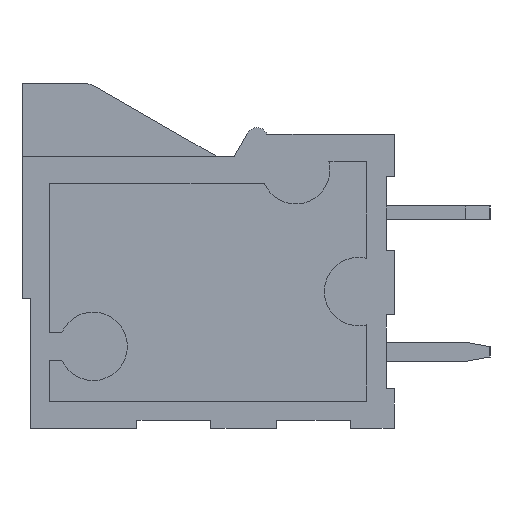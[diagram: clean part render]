
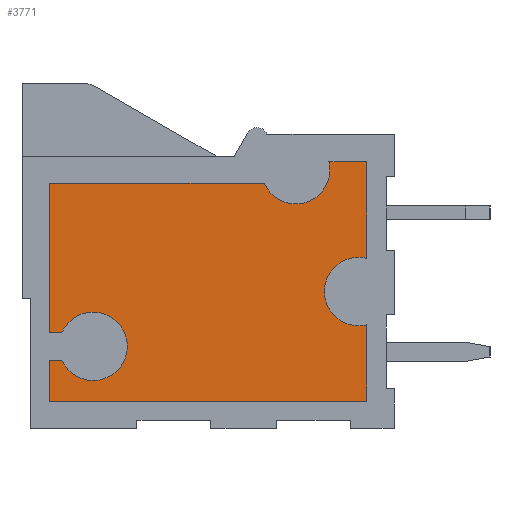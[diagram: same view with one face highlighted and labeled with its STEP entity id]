
A CAD part, left-side view. The second image highlights one B-rep face of the part: STEP entity #3771.
In plain terms, the highlighted planar face has unit normal (-1, 0, 0).
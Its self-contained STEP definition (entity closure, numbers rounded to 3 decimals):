
#2369 = EDGE_CURVE('',#2370,#2372,#2374,.T.);
#2370 = VERTEX_POINT('',#2371);
#2371 = CARTESIAN_POINT('',(1.5,12.146,-10.1));
#2372 = VERTEX_POINT('',#2373);
#2373 = CARTESIAN_POINT('',(1.5,11.,-10.85));
#2374 = CIRCLE('',#2375,1.25);
#2375 = AXIS2_PLACEMENT_3D('',#2376,#2377,#2378);
#2376 = CARTESIAN_POINT('',(1.5,11.,-9.6));
#2377 = DIRECTION('',(-1.,0.,0.));
#2378 = DIRECTION('',(0.,0.,1.));
#2412 = EDGE_CURVE('',#2372,#2413,#2415,.T.);
#2413 = VERTEX_POINT('',#2414);
#2414 = CARTESIAN_POINT('',(1.5,11.,-8.35));
#2415 = CIRCLE('',#2416,1.25);
#2416 = AXIS2_PLACEMENT_3D('',#2417,#2418,#2419);
#2417 = CARTESIAN_POINT('',(1.5,11.,-9.6));
#2418 = DIRECTION('',(-1.,0.,0.));
#2419 = DIRECTION('',(0.,0.,1.));
#2444 = EDGE_CURVE('',#2445,#2447,#2449,.T.);
#2445 = VERTEX_POINT('',#2446);
#2446 = CARTESIAN_POINT('',(1.5,1.3,-6.35));
#2447 = VERTEX_POINT('',#2448);
#2448 = CARTESIAN_POINT('',(1.5,1.3,-8.85));
#2449 = CIRCLE('',#2450,1.25);
#2450 = AXIS2_PLACEMENT_3D('',#2451,#2452,#2453);
#2451 = CARTESIAN_POINT('',(1.5,1.3,-7.6));
#2452 = DIRECTION('',(-1.,0.,0.));
#2453 = DIRECTION('',(0.,0.,1.));
#2486 = EDGE_CURVE('',#2487,#2445,#2489,.T.);
#2487 = VERTEX_POINT('',#2488);
#2488 = CARTESIAN_POINT('',(1.5,1.,-6.387));
#2489 = CIRCLE('',#2490,1.25);
#2490 = AXIS2_PLACEMENT_3D('',#2491,#2492,#2493);
#2491 = CARTESIAN_POINT('',(1.5,1.3,-7.6));
#2492 = DIRECTION('',(-1.,0.,0.));
#2493 = DIRECTION('',(0.,0.,1.));
#3499 = EDGE_CURVE('',#2447,#3500,#3502,.T.);
#3500 = VERTEX_POINT('',#3501);
#3501 = CARTESIAN_POINT('',(1.5,1.,-8.813));
#3502 = CIRCLE('',#3503,1.25);
#3503 = AXIS2_PLACEMENT_3D('',#3504,#3505,#3506);
#3504 = CARTESIAN_POINT('',(1.5,1.3,-7.6));
#3505 = DIRECTION('',(-1.,0.,0.));
#3506 = DIRECTION('',(0.,0.,1.));
#3525 = EDGE_CURVE('',#3526,#3500,#3528,.T.);
#3526 = VERTEX_POINT('',#3527);
#3527 = CARTESIAN_POINT('',(1.5,1.,-11.6));
#3528 = LINE('',#3529,#3530);
#3529 = CARTESIAN_POINT('',(1.5,1.,0.));
#3530 = VECTOR('',#3531,1.);
#3531 = DIRECTION('',(0.,0.,1.));
#3549 = EDGE_CURVE('',#3550,#3526,#3552,.T.);
#3550 = VERTEX_POINT('',#3551);
#3551 = CARTESIAN_POINT('',(1.5,12.6,-11.6));
#3552 = LINE('',#3553,#3554);
#3553 = CARTESIAN_POINT('',(1.5,0.,-11.6));
#3554 = VECTOR('',#3555,1.);
#3555 = DIRECTION('',(0.,-1.,0.));
#3573 = EDGE_CURVE('',#3550,#3574,#3576,.T.);
#3574 = VERTEX_POINT('',#3575);
#3575 = CARTESIAN_POINT('',(1.5,12.6,-10.1));
#3576 = LINE('',#3577,#3578);
#3577 = CARTESIAN_POINT('',(1.5,12.6,0.));
#3578 = VECTOR('',#3579,1.);
#3579 = DIRECTION('',(0.,0.,1.));
#3597 = EDGE_CURVE('',#3574,#2370,#3598,.T.);
#3598 = LINE('',#3599,#3600);
#3599 = CARTESIAN_POINT('',(1.5,0.,-10.1));
#3600 = VECTOR('',#3601,1.);
#3601 = DIRECTION('',(0.,-1.,0.));
#3613 = EDGE_CURVE('',#2413,#3614,#3616,.T.);
#3614 = VERTEX_POINT('',#3615);
#3615 = CARTESIAN_POINT('',(1.5,12.146,-9.1));
#3616 = CIRCLE('',#3617,1.25);
#3617 = AXIS2_PLACEMENT_3D('',#3618,#3619,#3620);
#3618 = CARTESIAN_POINT('',(1.5,11.,-9.6));
#3619 = DIRECTION('',(-1.,0.,0.));
#3620 = DIRECTION('',(0.,0.,1.));
#3639 = EDGE_CURVE('',#3640,#3614,#3642,.T.);
#3640 = VERTEX_POINT('',#3641);
#3641 = CARTESIAN_POINT('',(1.5,12.6,-9.1));
#3642 = LINE('',#3643,#3644);
#3643 = CARTESIAN_POINT('',(1.5,0.,-9.1));
#3644 = VECTOR('',#3645,1.);
#3645 = DIRECTION('',(0.,-1.,0.));
#3663 = EDGE_CURVE('',#3640,#3664,#3666,.T.);
#3664 = VERTEX_POINT('',#3665);
#3665 = CARTESIAN_POINT('',(1.5,12.6,-3.65));
#3666 = LINE('',#3667,#3668);
#3667 = CARTESIAN_POINT('',(1.5,12.6,0.));
#3668 = VECTOR('',#3669,1.);
#3669 = DIRECTION('',(0.,0.,1.));
#3687 = EDGE_CURVE('',#3688,#3664,#3690,.T.);
#3688 = VERTEX_POINT('',#3689);
#3689 = CARTESIAN_POINT('',(1.5,4.746,-3.65));
#3690 = LINE('',#3691,#3692);
#3691 = CARTESIAN_POINT('',(1.5,0.,-3.65));
#3692 = VECTOR('',#3693,1.);
#3693 = DIRECTION('',(0.,1.,0.));
#3711 = EDGE_CURVE('',#3688,#3712,#3714,.T.);
#3712 = VERTEX_POINT('',#3713);
#3713 = CARTESIAN_POINT('',(1.5,2.387,-2.85));
#3714 = CIRCLE('',#3715,1.25);
#3715 = AXIS2_PLACEMENT_3D('',#3716,#3717,#3718);
#3716 = CARTESIAN_POINT('',(1.5,3.6,-3.15));
#3717 = DIRECTION('',(-1.,0.,0.));
#3718 = DIRECTION('',(0.,0.,1.));
#3736 = EDGE_CURVE('',#3712,#3737,#3739,.T.);
#3737 = VERTEX_POINT('',#3738);
#3738 = CARTESIAN_POINT('',(1.5,1.,-2.85));
#3739 = LINE('',#3740,#3741);
#3740 = CARTESIAN_POINT('',(1.5,0.,-2.85));
#3741 = VECTOR('',#3742,1.);
#3742 = DIRECTION('',(0.,-1.,0.));
#3760 = EDGE_CURVE('',#2487,#3737,#3761,.T.);
#3761 = LINE('',#3762,#3763);
#3762 = CARTESIAN_POINT('',(1.5,1.,0.));
#3763 = VECTOR('',#3764,1.);
#3764 = DIRECTION('',(0.,0.,1.));
#3771 = ADVANCED_FACE('',(#3772),#3790,.T.);
#3772 = FACE_BOUND('',#3773,.T.);
#3773 = EDGE_LOOP('',(#3774,#3775,#3776,#3777,#3778,#3779,#3780,#3781,
    #3782,#3783,#3784,#3785,#3786,#3787,#3788,#3789));
#3774 = ORIENTED_EDGE('',*,*,#2486,.F.);
#3775 = ORIENTED_EDGE('',*,*,#3760,.T.);
#3776 = ORIENTED_EDGE('',*,*,#3736,.F.);
#3777 = ORIENTED_EDGE('',*,*,#3711,.F.);
#3778 = ORIENTED_EDGE('',*,*,#3687,.T.);
#3779 = ORIENTED_EDGE('',*,*,#3663,.F.);
#3780 = ORIENTED_EDGE('',*,*,#3639,.T.);
#3781 = ORIENTED_EDGE('',*,*,#3613,.F.);
#3782 = ORIENTED_EDGE('',*,*,#2412,.F.);
#3783 = ORIENTED_EDGE('',*,*,#2369,.F.);
#3784 = ORIENTED_EDGE('',*,*,#3597,.F.);
#3785 = ORIENTED_EDGE('',*,*,#3573,.F.);
#3786 = ORIENTED_EDGE('',*,*,#3549,.T.);
#3787 = ORIENTED_EDGE('',*,*,#3525,.T.);
#3788 = ORIENTED_EDGE('',*,*,#3499,.F.);
#3789 = ORIENTED_EDGE('',*,*,#2444,.F.);
#3790 = PLANE('',#3791);
#3791 = AXIS2_PLACEMENT_3D('',#3792,#3793,#3794);
#3792 = CARTESIAN_POINT('',(1.5,0.,0.));
#3793 = DIRECTION('',(-1.,0.,0.));
#3794 = DIRECTION('',(0.,0.,1.));
